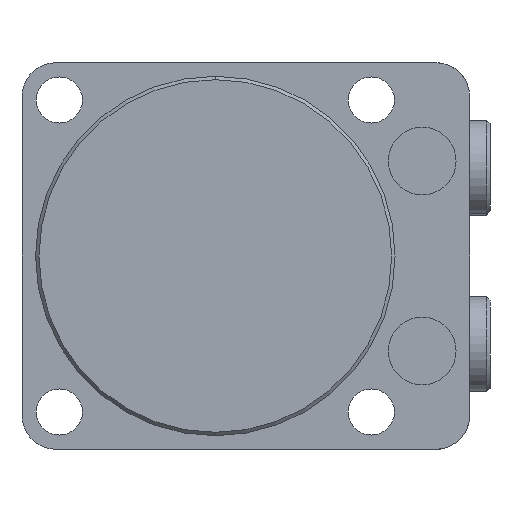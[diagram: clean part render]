
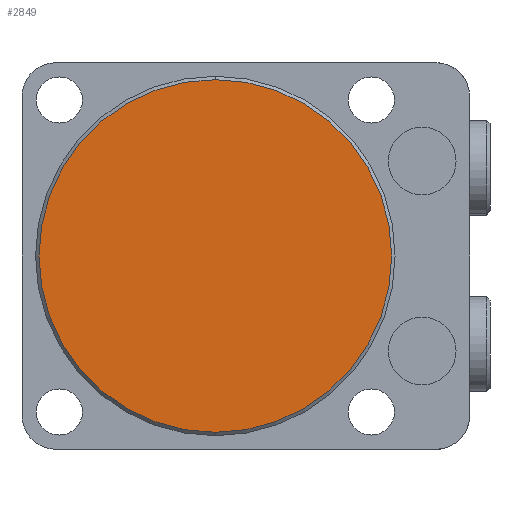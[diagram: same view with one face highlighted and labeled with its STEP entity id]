
A CAD part, front view. The second image highlights one B-rep face of the part: STEP entity #2849.
In plain terms, the highlighted planar face has unit normal (0, -1, 0).
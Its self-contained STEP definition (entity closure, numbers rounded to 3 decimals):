
#255 = AXIS2_PLACEMENT_3D ( 'NONE', #3770, #3771, #3772 ) ;
#277 = CARTESIAN_POINT ( 'NONE',  ( 0., 0., -26. ) ) ;
#432 = AXIS2_PLACEMENT_3D ( 'NONE', #1629, #1620, #1619 ) ;
#478 = AXIS2_PLACEMENT_3D ( 'NONE', #1068, #1071, #1073 ) ;
#539 = VERTEX_POINT ( 'NONE', #277 ) ;
#1068 = CARTESIAN_POINT ( 'NONE',  ( 0., 0., 0. ) ) ;
#1071 = DIRECTION ( 'NONE',  ( 0., -1., 0. ) ) ;
#1073 = DIRECTION ( 'NONE',  ( 0., 0., 1. ) ) ;
#1120 = EDGE_CURVE ( 'NONE', #539, #2109, #1311, .T. ) ;
#1223 = CIRCLE ( 'NONE', #255, 26. ) ;
#1311 = CIRCLE ( 'NONE', #478, 26. ) ;
#1619 = DIRECTION ( 'NONE',  ( 0., 0., 1. ) ) ;
#1620 = DIRECTION ( 'NONE',  ( 0., 1., 0. ) ) ;
#1622 = PLANE ( 'NONE',  #432 ) ;
#1629 = CARTESIAN_POINT ( 'NONE',  ( 0., 0., 0. ) ) ;
#1809 = EDGE_CURVE ( 'NONE', #2109, #539, #1223, .T. ) ;
#2109 = VERTEX_POINT ( 'NONE', #2992 ) ;
#2155 = EDGE_LOOP ( 'NONE', ( #2459, #2449 ) ) ;
#2449 = ORIENTED_EDGE ( 'NONE', *, *, #1120, .T. ) ;
#2459 = ORIENTED_EDGE ( 'NONE', *, *, #1809, .T. ) ;
#2849 = ADVANCED_FACE ( 'NONE', ( #3890 ), #1622, .F. ) ;
#2992 = CARTESIAN_POINT ( 'NONE',  ( 0., 0., 26. ) ) ;
#3770 = CARTESIAN_POINT ( 'NONE',  ( 0., 0., 0. ) ) ;
#3771 = DIRECTION ( 'NONE',  ( 0., -1., 0. ) ) ;
#3772 = DIRECTION ( 'NONE',  ( 0., 0., 1. ) ) ;
#3890 = FACE_OUTER_BOUND ( 'NONE', #2155, .T. ) ;
